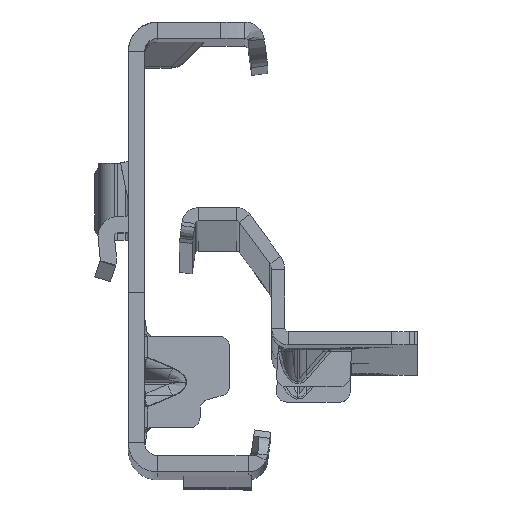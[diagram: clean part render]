
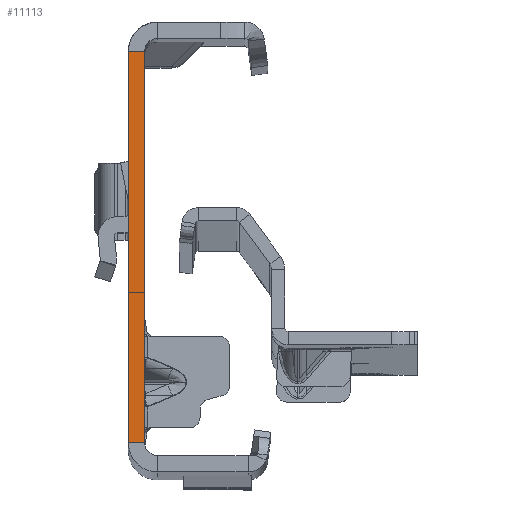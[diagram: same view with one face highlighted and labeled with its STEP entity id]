
A CAD part, top view. The second image highlights one B-rep face of the part: STEP entity #11113.
In plain terms, the highlighted planar face has unit normal (0, 0, 1).
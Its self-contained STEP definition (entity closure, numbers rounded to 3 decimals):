
#109 = EDGE_CURVE ( 'NONE', #4610, #13866, #8947, .T. ) ;
#841 = LINE ( 'NONE', #14447, #2140 ) ;
#889 = CARTESIAN_POINT ( 'NONE',  ( 0., 30., 0. ) ) ;
#1730 = EDGE_CURVE ( 'NONE', #17448, #4246, #841, .T. ) ;
#2140 = VECTOR ( 'NONE', #17171, 1000. ) ;
#2854 = DIRECTION ( 'NONE',  ( 0., -1., 0. ) ) ;
#3213 = DIRECTION ( 'NONE',  ( -1., 0., 0. ) ) ;
#3613 = EDGE_CURVE ( 'NONE', #17448, #4610, #6784, .T. ) ;
#3855 = AXIS2_PLACEMENT_3D ( 'NONE', #4811, #11723, #14726 ) ;
#4246 = VERTEX_POINT ( 'NONE', #17179 ) ;
#4583 = CARTESIAN_POINT ( 'NONE',  ( 0., -30., 0. ) ) ;
#4610 = VERTEX_POINT ( 'NONE', #5048 ) ;
#4811 = CARTESIAN_POINT ( 'NONE',  ( -2.5, -32., 0. ) ) ;
#5048 = CARTESIAN_POINT ( 'NONE',  ( 0., -30., 0. ) ) ;
#6784 = LINE ( 'NONE', #15085, #9511 ) ;
#7060 = DIRECTION ( 'NONE',  ( 0., -1., 0. ) ) ;
#7699 = ORIENTED_EDGE ( 'NONE', *, *, #109, .F. ) ;
#8042 = CARTESIAN_POINT ( 'NONE',  ( -2.5, -32., 0. ) ) ;
#8947 = LINE ( 'NONE', #4583, #15447 ) ;
#8981 = ORIENTED_EDGE ( 'NONE', *, *, #13751, .T. ) ;
#9305 = EDGE_LOOP ( 'NONE', ( #13004, #11292, #8981, #7699 ) ) ;
#9358 = PLANE ( 'NONE',  #3855 ) ;
#9510 = LINE ( 'NONE', #8042, #14154 ) ;
#9511 = VECTOR ( 'NONE', #7060, 1000. ) ;
#10536 = FACE_OUTER_BOUND ( 'NONE', #9305, .T. ) ;
#11113 = ADVANCED_FACE ( 'NONE', ( #10536 ), #9358, .T. ) ;
#11292 = ORIENTED_EDGE ( 'NONE', *, *, #1730, .T. ) ;
#11723 = DIRECTION ( 'NONE',  ( 0., 0., 1. ) ) ;
#13004 = ORIENTED_EDGE ( 'NONE', *, *, #3613, .F. ) ;
#13751 = EDGE_CURVE ( 'NONE', #4246, #13866, #9510, .T. ) ;
#13866 = VERTEX_POINT ( 'NONE', #16844 ) ;
#14154 = VECTOR ( 'NONE', #2854, 1000. ) ;
#14447 = CARTESIAN_POINT ( 'NONE',  ( 0., 30., 0. ) ) ;
#14726 = DIRECTION ( 'NONE',  ( 1., 0., 0. ) ) ;
#15085 = CARTESIAN_POINT ( 'NONE',  ( 0., -32., 0. ) ) ;
#15447 = VECTOR ( 'NONE', #3213, 1000. ) ;
#16844 = CARTESIAN_POINT ( 'NONE',  ( -2.5, -30., 0. ) ) ;
#17171 = DIRECTION ( 'NONE',  ( -1., 0., 0. ) ) ;
#17179 = CARTESIAN_POINT ( 'NONE',  ( -2.5, 30., 0. ) ) ;
#17448 = VERTEX_POINT ( 'NONE', #889 ) ;
